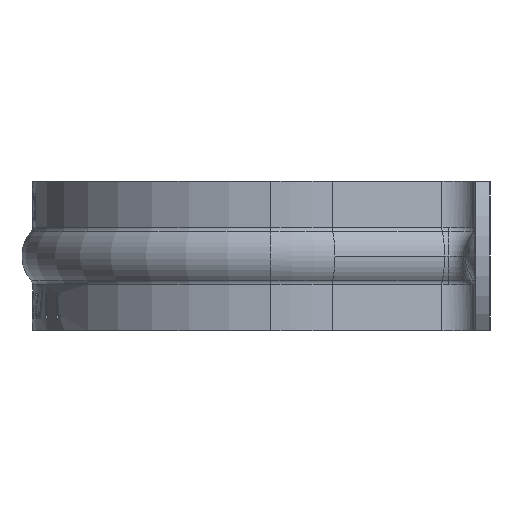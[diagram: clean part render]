
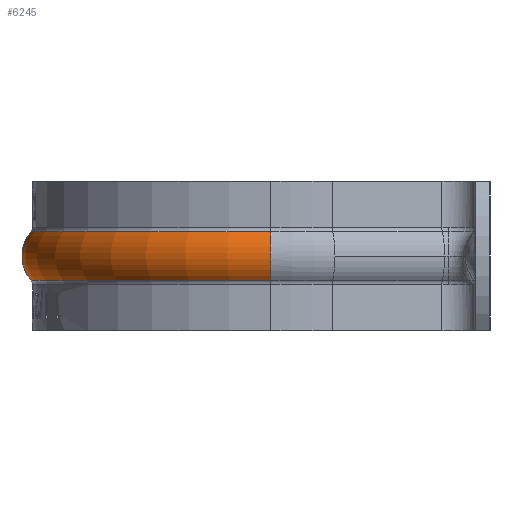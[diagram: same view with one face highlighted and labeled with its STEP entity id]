
A CAD part, left-side view. The second image highlights one B-rep face of the part: STEP entity #6245.
In plain terms, the highlighted toroidal (fillet/blend) face has major radius 17.995 mm and minor radius 3.175 mm.
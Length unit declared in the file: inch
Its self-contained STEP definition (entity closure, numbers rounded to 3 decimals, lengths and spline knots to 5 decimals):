
#1154 = EDGE_LOOP ( 'NONE', ( #12604, #14435, #15301, #1367 ) ) ;
#1367 = ORIENTED_EDGE ( 'NONE', *, *, #14781, .F. ) ;
#1550 = CIRCLE ( 'NONE', #11793, 0.80289 ) ;
#2107 = VERTEX_POINT ( 'NONE', #4081 ) ;
#2335 = CARTESIAN_POINT ( 'NONE',  ( 0.80289, 0., 0.1681 ) ) ;
#2996 = AXIS2_PLACEMENT_3D ( 'NONE', #3276, #6866, #10491 ) ;
#3276 = CARTESIAN_POINT ( 'NONE',  ( 0.70846, 0., 0.25 ) ) ;
#3347 = DIRECTION ( 'NONE',  ( -0.966, -0.259, 0. ) ) ;
#3941 = EDGE_CURVE ( 'NONE', #7294, #10339, #1550, .T. ) ;
#4060 = EDGE_CURVE ( 'NONE', #2107, #4706, #6764, .T. ) ;
#4081 = CARTESIAN_POINT ( 'NONE',  ( -0.80289, 0., 0.3319 ) ) ;
#4706 = VERTEX_POINT ( 'NONE', #8342 ) ;
#5343 = DIRECTION ( 'NONE',  ( 0., 0., -1. ) ) ;
#5586 = CARTESIAN_POINT ( 'NONE',  ( 0., 0., 0.3319 ) ) ;
#5642 = DIRECTION ( 'NONE',  ( 0., 0., -1. ) ) ;
#5983 = AXIS2_PLACEMENT_3D ( 'NONE', #10758, #11845, #14504 ) ;
#6245 = ADVANCED_FACE ( 'NONE', ( #14578 ), #13261, .T. ) ;
#6764 = CIRCLE ( 'NONE', #14795, 0.80289 ) ;
#6810 = AXIS2_PLACEMENT_3D ( 'NONE', #8639, #10001, #13590 ) ;
#6866 = DIRECTION ( 'NONE',  ( 0., 1., 0. ) ) ;
#7294 = VERTEX_POINT ( 'NONE', #13180 ) ;
#7838 = CARTESIAN_POINT ( 'NONE',  ( 0., 0., 0.1681 ) ) ;
#8342 = CARTESIAN_POINT ( 'NONE',  ( 0.80289, 0., 0.3319 ) ) ;
#8639 = CARTESIAN_POINT ( 'NONE',  ( 0., 0., 0.25 ) ) ;
#10001 = DIRECTION ( 'NONE',  ( 0., 0., -1. ) ) ;
#10339 = VERTEX_POINT ( 'NONE', #2335 ) ;
#10491 = DIRECTION ( 'NONE',  ( -1., 0., 0. ) ) ;
#10758 = CARTESIAN_POINT ( 'NONE',  ( -0.70846, 0., 0.25 ) ) ;
#11291 = CIRCLE ( 'NONE', #2996, 0.125 ) ;
#11352 = DIRECTION ( 'NONE',  ( -0.966, -0.259, 0. ) ) ;
#11793 = AXIS2_PLACEMENT_3D ( 'NONE', #7838, #5343, #11352 ) ;
#11845 = DIRECTION ( 'NONE',  ( 0., -1., 0. ) ) ;
#12604 = ORIENTED_EDGE ( 'NONE', *, *, #4060, .T. ) ;
#13180 = CARTESIAN_POINT ( 'NONE',  ( -0.80289, 0., 0.1681 ) ) ;
#13261 = TOROIDAL_SURFACE ( 'NONE', #6810, 0.70846, 0.125 ) ;
#13590 = DIRECTION ( 'NONE',  ( -1., 0., 0. ) ) ;
#14277 = CIRCLE ( 'NONE', #5983, 0.125 ) ;
#14435 = ORIENTED_EDGE ( 'NONE', *, *, #14568, .T. ) ;
#14504 = DIRECTION ( 'NONE',  ( 0., 0., -1. ) ) ;
#14568 = EDGE_CURVE ( 'NONE', #4706, #10339, #11291, .T. ) ;
#14578 = FACE_OUTER_BOUND ( 'NONE', #1154, .T. ) ;
#14781 = EDGE_CURVE ( 'NONE', #2107, #7294, #14277, .T. ) ;
#14795 = AXIS2_PLACEMENT_3D ( 'NONE', #5586, #5642, #3347 ) ;
#15301 = ORIENTED_EDGE ( 'NONE', *, *, #3941, .F. ) ;
